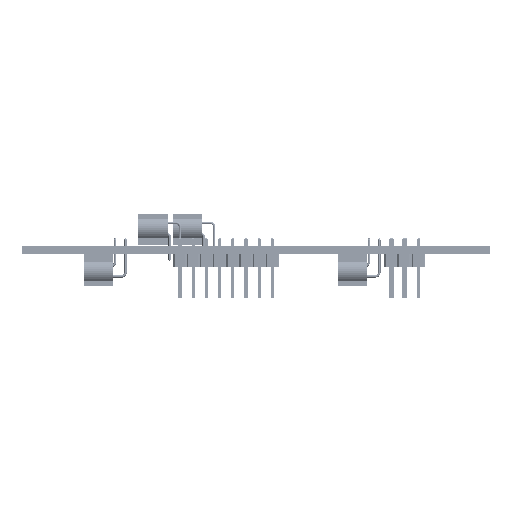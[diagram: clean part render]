
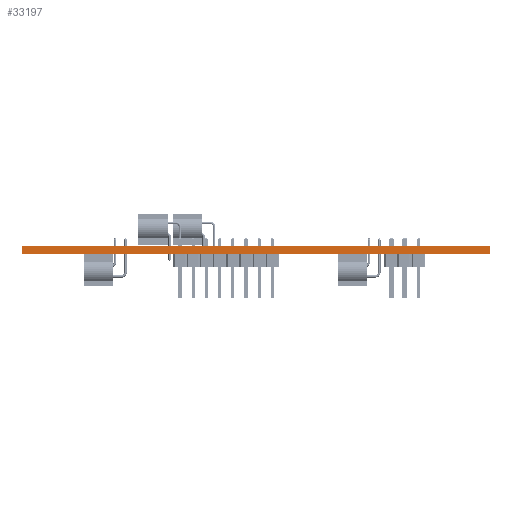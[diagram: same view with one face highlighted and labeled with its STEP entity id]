
A CAD part, left-side view. The second image highlights one B-rep face of the part: STEP entity #33197.
In plain terms, the highlighted planar face has unit normal (-1, 0, 0).
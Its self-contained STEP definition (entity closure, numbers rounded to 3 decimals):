
#30454 = VERTEX_POINT('',#30455);
#30455 = CARTESIAN_POINT('',(160.45,-92.2,0.));
#30461 = EDGE_CURVE('',#30462,#30454,#30464,.T.);
#30462 = VERTEX_POINT('',#30463);
#30463 = CARTESIAN_POINT('',(160.45,-182.2,0.));
#30464 = LINE('',#30465,#30466);
#30465 = CARTESIAN_POINT('',(160.45,-182.2,0.));
#30466 = VECTOR('',#30467,1.);
#30467 = DIRECTION('',(0.,1.,0.));
#31812 = VERTEX_POINT('',#31813);
#31813 = CARTESIAN_POINT('',(160.45,-92.2,1.51));
#31819 = EDGE_CURVE('',#31820,#31812,#31822,.T.);
#31820 = VERTEX_POINT('',#31821);
#31821 = CARTESIAN_POINT('',(160.45,-182.2,1.51));
#31822 = LINE('',#31823,#31824);
#31823 = CARTESIAN_POINT('',(160.45,-182.2,1.51));
#31824 = VECTOR('',#31825,1.);
#31825 = DIRECTION('',(0.,1.,0.));
#33167 = EDGE_CURVE('',#30454,#31812,#33168,.T.);
#33168 = LINE('',#33169,#33170);
#33169 = CARTESIAN_POINT('',(160.45,-92.2,0.));
#33170 = VECTOR('',#33171,1.);
#33171 = DIRECTION('',(0.,0.,1.));
#33197 = ADVANCED_FACE('',(#33198),#33209,.T.);
#33198 = FACE_BOUND('',#33199,.T.);
#33199 = EDGE_LOOP('',(#33200,#33206,#33207,#33208));
#33200 = ORIENTED_EDGE('',*,*,#33201,.T.);
#33201 = EDGE_CURVE('',#30462,#31820,#33202,.T.);
#33202 = LINE('',#33203,#33204);
#33203 = CARTESIAN_POINT('',(160.45,-182.2,0.));
#33204 = VECTOR('',#33205,1.);
#33205 = DIRECTION('',(0.,0.,1.));
#33206 = ORIENTED_EDGE('',*,*,#31819,.T.);
#33207 = ORIENTED_EDGE('',*,*,#33167,.F.);
#33208 = ORIENTED_EDGE('',*,*,#30461,.F.);
#33209 = PLANE('',#33210);
#33210 = AXIS2_PLACEMENT_3D('',#33211,#33212,#33213);
#33211 = CARTESIAN_POINT('',(160.45,-182.2,0.));
#33212 = DIRECTION('',(-1.,0.,0.));
#33213 = DIRECTION('',(0.,1.,0.));
